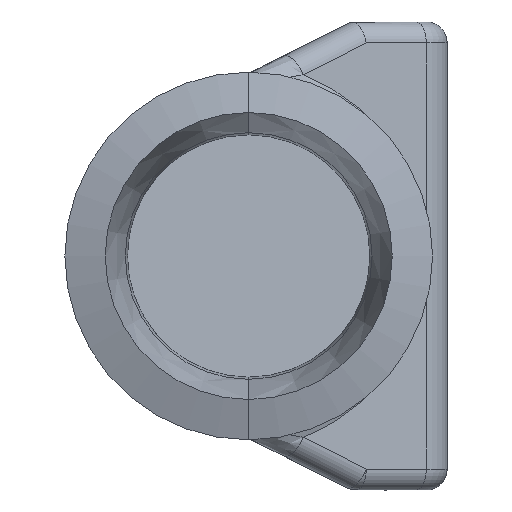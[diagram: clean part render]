
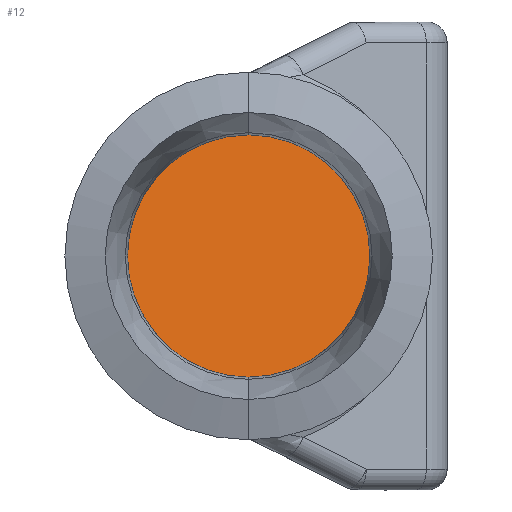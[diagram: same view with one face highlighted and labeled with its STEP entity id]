
A CAD part, left-side view. The second image highlights one B-rep face of the part: STEP entity #12.
In plain terms, the highlighted planar face has unit normal (-0.866, -0.5, 0).
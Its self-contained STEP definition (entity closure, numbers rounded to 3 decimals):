
#12 = ADVANCED_FACE ( 'NONE', ( #1801 ), #383, .T. ) ;
#14 = CARTESIAN_POINT ( 'NONE',  ( 32.548, 0., -2.9 ) ) ;
#149 = CARTESIAN_POINT ( 'NONE',  ( 29.2, 5.8, -2.9 ) ) ;
#161 = AXIS2_PLACEMENT_3D ( 'NONE', #972, #683, #831 ) ;
#297 = EDGE_CURVE ( 'NONE', #872, #878, #1049, .T. ) ;
#383 = PLANE ( 'NONE',  #161 ) ;
#641 = CARTESIAN_POINT ( 'NONE',  ( 32.548, 0., -2.9 ) ) ;
#683 = DIRECTION ( 'NONE',  ( -0.866, -0.5, 0. ) ) ;
#704 = ORIENTED_EDGE ( 'NONE', *, *, #297, .T. ) ;
#756 = CARTESIAN_POINT ( 'NONE',  ( 35.897, -5.8, 2.9 ) ) ;
#831 = DIRECTION ( 'NONE',  ( 0.5, -0.866, 0. ) ) ;
#872 = VERTEX_POINT ( 'NONE', #1425 ) ;
#878 = VERTEX_POINT ( 'NONE', #1288 ) ;
#909 = CARTESIAN_POINT ( 'NONE',  ( 32.548, 0., 2.9 ) ) ;
#972 = CARTESIAN_POINT ( 'NONE',  ( 35.291, -4.75, -16.213 ) ) ;
#1049 =( BOUNDED_CURVE ( )  B_SPLINE_CURVE ( 3, ( #641, #1593, #756, #909 ),
 .UNSPECIFIED., .F., .T. ) 
 B_SPLINE_CURVE_WITH_KNOTS ( ( 4, 4 ),
 ( 1.571, 4.712 ),
 .UNSPECIFIED. ) 
 CURVE ( )  GEOMETRIC_REPRESENTATION_ITEM ( )  RATIONAL_B_SPLINE_CURVE ( ( 1., 0.333, 0.333, 1. ) ) 
 REPRESENTATION_ITEM ( '' )  );
#1062 = EDGE_LOOP ( 'NONE', ( #1309, #704 ) ) ;
#1288 = CARTESIAN_POINT ( 'NONE',  ( 32.548, 0., 2.9 ) ) ;
#1309 = ORIENTED_EDGE ( 'NONE', *, *, #1601, .T. ) ;
#1420 = CARTESIAN_POINT ( 'NONE',  ( 29.2, 5.8, 2.9 ) ) ;
#1425 = CARTESIAN_POINT ( 'NONE',  ( 32.548, 0., -2.9 ) ) ;
#1428 = CARTESIAN_POINT ( 'NONE',  ( 32.548, 0., 2.9 ) ) ;
#1593 = CARTESIAN_POINT ( 'NONE',  ( 35.897, -5.8, -2.9 ) ) ;
#1601 = EDGE_CURVE ( 'NONE', #878, #872, #1664, .T. ) ;
#1664 =( BOUNDED_CURVE ( )  B_SPLINE_CURVE ( 3, ( #1428, #1420, #149, #14 ),
 .UNSPECIFIED., .F., .T. ) 
 B_SPLINE_CURVE_WITH_KNOTS ( ( 4, 4 ),
 ( 4.712, 7.854 ),
 .UNSPECIFIED. ) 
 CURVE ( )  GEOMETRIC_REPRESENTATION_ITEM ( )  RATIONAL_B_SPLINE_CURVE ( ( 1., 0.333, 0.333, 1. ) ) 
 REPRESENTATION_ITEM ( '' )  );
#1801 = FACE_OUTER_BOUND ( 'NONE', #1062, .T. ) ;
